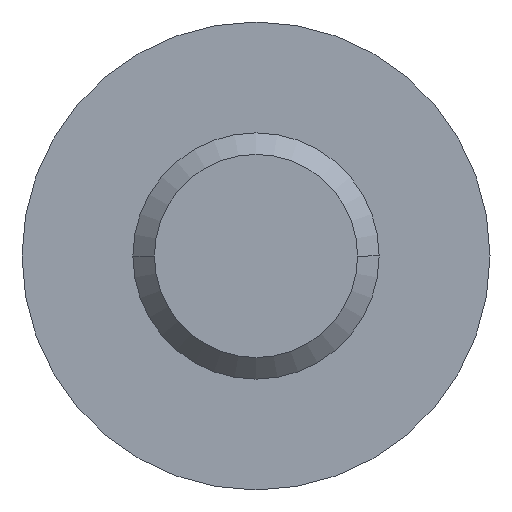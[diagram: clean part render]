
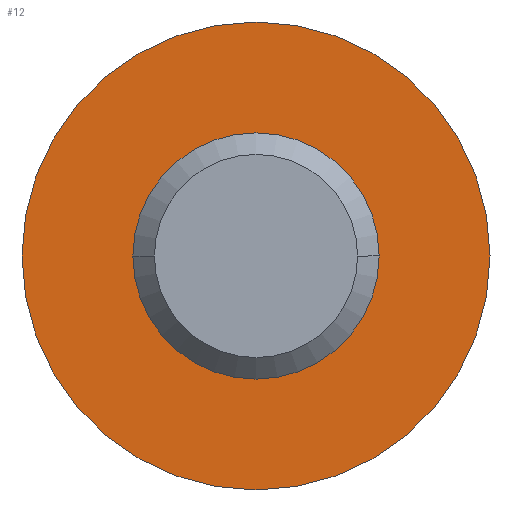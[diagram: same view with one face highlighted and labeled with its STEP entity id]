
A CAD part, left-side view. The second image highlights one B-rep face of the part: STEP entity #12.
In plain terms, the highlighted planar face has unit normal (-1, 0, 0).
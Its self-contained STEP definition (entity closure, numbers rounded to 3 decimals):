
#9 = EDGE_CURVE ( 'NONE', #149, #117, #79, .T. ) ;
#11 = DIRECTION ( 'NONE',  ( 1., 0., 0. ) ) ;
#12 = ADVANCED_FACE ( 'NONE', ( #386, #500 ), #154, .T. ) ;
#13 = VERTEX_POINT ( 'NONE', #119 ) ;
#38 = AXIS2_PLACEMENT_3D ( 'NONE', #235, #414, #151 ) ;
#73 = ORIENTED_EDGE ( 'NONE', *, *, #209, .T. ) ;
#79 = CIRCLE ( 'NONE', #358, 3.8 ) ;
#85 = DIRECTION ( 'NONE',  ( 1., 0., 0. ) ) ;
#86 = EDGE_CURVE ( 'NONE', #353, #13, #374, .T. ) ;
#98 = DIRECTION ( 'NONE',  ( 1., 0., 0. ) ) ;
#117 = VERTEX_POINT ( 'NONE', #196 ) ;
#119 = CARTESIAN_POINT ( 'NONE',  ( -2.2, 2., 0. ) ) ;
#140 = AXIS2_PLACEMENT_3D ( 'NONE', #392, #85, #352 ) ;
#149 = VERTEX_POINT ( 'NONE', #194 ) ;
#151 = DIRECTION ( 'NONE',  ( 0., -1., 0. ) ) ;
#154 = PLANE ( 'NONE',  #38 ) ;
#194 = CARTESIAN_POINT ( 'NONE',  ( -2.2, 3.8, 0. ) ) ;
#196 = CARTESIAN_POINT ( 'NONE',  ( -2.2, -3.8, 0. ) ) ;
#199 = EDGE_LOOP ( 'NONE', ( #73, #286 ) ) ;
#209 = EDGE_CURVE ( 'NONE', #13, #353, #336, .T. ) ;
#235 = CARTESIAN_POINT ( 'NONE',  ( -2.2, 3.8, 0. ) ) ;
#253 = DIRECTION ( 'NONE',  ( 0., 1., 0. ) ) ;
#265 = CARTESIAN_POINT ( 'NONE',  ( -2.2, -2., 0. ) ) ;
#286 = ORIENTED_EDGE ( 'NONE', *, *, #86, .T. ) ;
#288 = ORIENTED_EDGE ( 'NONE', *, *, #9, .F. ) ;
#295 = CARTESIAN_POINT ( 'NONE',  ( -2.2, 0., 0. ) ) ;
#317 = EDGE_LOOP ( 'NONE', ( #288, #340 ) ) ;
#330 = DIRECTION ( 'NONE',  ( 0., 1., 0. ) ) ;
#336 = CIRCLE ( 'NONE', #140, 2. ) ;
#340 = ORIENTED_EDGE ( 'NONE', *, *, #440, .F. ) ;
#351 = AXIS2_PLACEMENT_3D ( 'NONE', #295, #543, #253 ) ;
#352 = DIRECTION ( 'NONE',  ( 0., 1., 0. ) ) ;
#353 = VERTEX_POINT ( 'NONE', #265 ) ;
#356 = AXIS2_PLACEMENT_3D ( 'NONE', #400, #98, #364 ) ;
#358 = AXIS2_PLACEMENT_3D ( 'NONE', #531, #11, #330 ) ;
#364 = DIRECTION ( 'NONE',  ( 0., 1., 0. ) ) ;
#374 = CIRCLE ( 'NONE', #356, 2. ) ;
#386 = FACE_BOUND ( 'NONE', #199, .T. ) ;
#392 = CARTESIAN_POINT ( 'NONE',  ( -2.2, 0., 0. ) ) ;
#400 = CARTESIAN_POINT ( 'NONE',  ( -2.2, 0., 0. ) ) ;
#414 = DIRECTION ( 'NONE',  ( -1., 0., 0. ) ) ;
#440 = EDGE_CURVE ( 'NONE', #117, #149, #519, .T. ) ;
#500 = FACE_OUTER_BOUND ( 'NONE', #317, .T. ) ;
#519 = CIRCLE ( 'NONE', #351, 3.8 ) ;
#531 = CARTESIAN_POINT ( 'NONE',  ( -2.2, 0., 0. ) ) ;
#543 = DIRECTION ( 'NONE',  ( 1., 0., 0. ) ) ;
